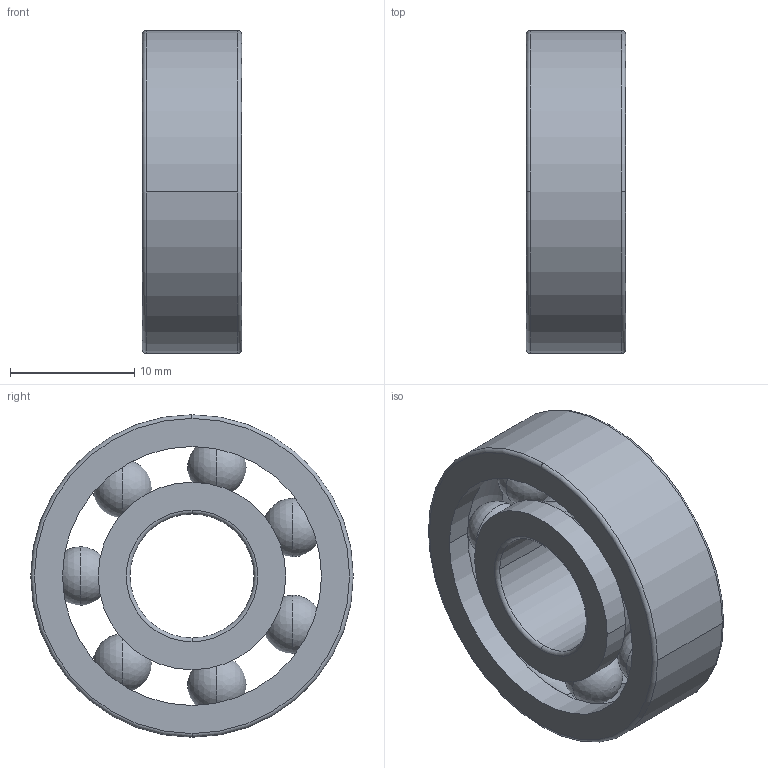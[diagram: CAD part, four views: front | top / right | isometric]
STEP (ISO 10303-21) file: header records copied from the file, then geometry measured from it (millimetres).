
FILE_DESCRIPTION (( 'STEP AP203' ), '1' );
FILE_NAME ('NTN_6000 (Bearing 10x26x8)_Default_sldprt.STEP', '2025-12-22T21:32:47', ( '' ), ( '' ), 'SwSTEP 2.0', 'SolidWorks 2023', '' );
FILE_SCHEMA (( 'CONFIG_CONTROL_DESIGN' ));
Length unit declared in the file: metre
Products named in the file (1): NTN_6000  (Bearing 10x26x8)_Default_sldprt
Bounding box: 8 x 26 x 26 mm (x, y, z)
Volume: 2405.9 mm3; surface area: 2918.5 mm2
Topology: 9 solids, 9 shells, 44 faces, 125 edges, 85 vertices
Faces by surface type: torus 14, sphere 14, cylinder 12, plane 4
Entity records: 1297 total; most frequent: DIRECTION 258, CARTESIAN_POINT 199, ORIENTED_EDGE 180, AXIS2_PLACEMENT_3D 123, EDGE_CURVE 90, CIRCLE 78, VERTEX_POINT 64, EDGE_LOOP 48
